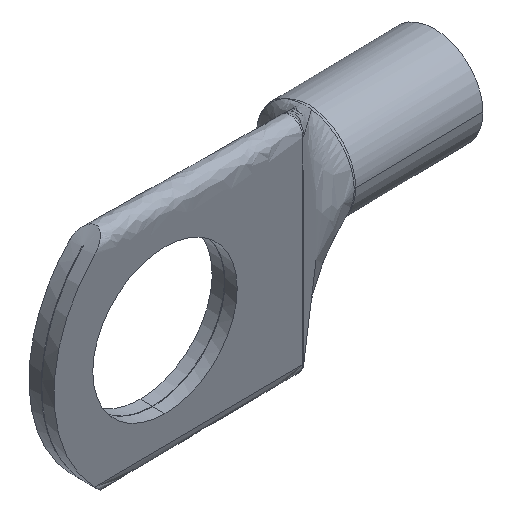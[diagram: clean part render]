
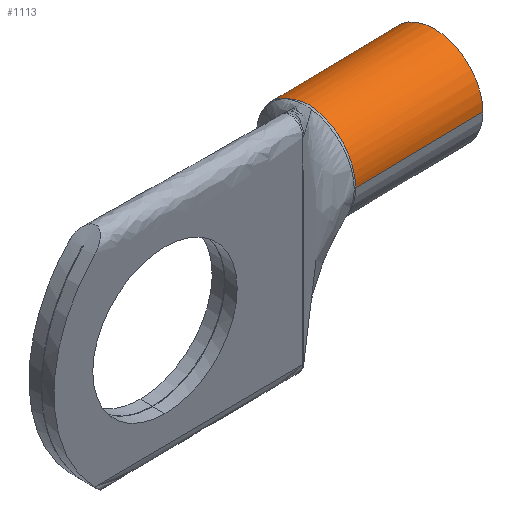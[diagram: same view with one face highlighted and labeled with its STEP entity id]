
A CAD part, isometric view. The second image highlights one B-rep face of the part: STEP entity #1113.
In plain terms, the highlighted cylindrical face has radius 1.75 mm (diameter 3.5 mm), a partial arc.
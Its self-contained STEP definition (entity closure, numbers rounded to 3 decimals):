
#49 = ORIENTED_EDGE ( 'NONE', *, *, #609, .T. ) ;
#52 = CARTESIAN_POINT ( 'NONE',  ( 0.065, 1.075, 0.581 ) ) ;
#62 = B_SPLINE_CURVE_WITH_KNOTS ( 'NONE', 3,
 ( #629, #2061, #781, #805, #1623, #1639, #1465, #2454, #575, #1412, #374, #2046, #2347, #2129 ),
 .UNSPECIFIED., .F., .F.,
 ( 4, 2, 2, 2, 2, 2, 4 ),
 ( 0.002, 0.002, 0.003, 0.003, 0.004, 0.004, 0.004 ),
 .UNSPECIFIED. ) ;
#65 = AXIS2_PLACEMENT_3D ( 'NONE', #1720, #2159, #2135 ) ;
#73 = CARTESIAN_POINT ( 'NONE',  ( -0.01, 3.464, 1.598 ) ) ;
#108 = CIRCLE ( 'NONE', #334, 1.75 ) ;
#120 = CARTESIAN_POINT ( 'NONE',  ( 0.063, 1.001, 0. ) ) ;
#130 = DIRECTION ( 'NONE',  ( -1., -0.017, 0. ) ) ;
#187 = VERTEX_POINT ( 'NONE', #120 ) ;
#247 = CARTESIAN_POINT ( 'NONE',  ( 0.022, 3.19, 1.695 ) ) ;
#264 = CARTESIAN_POINT ( 'NONE',  ( 0.071, 1.564, 1.294 ) ) ;
#281 = CARTESIAN_POINT ( 'NONE',  ( -0.012, 3.464, 1.598 ) ) ;
#334 = AXIS2_PLACEMENT_3D ( 'NONE', #1750, #492, #464 ) ;
#374 = CARTESIAN_POINT ( 'NONE',  ( 0.005, 3.641, 1.507 ) ) ;
#389 = EDGE_CURVE ( 'NONE', #2137, #2424, #62, .T. ) ;
#450 = CARTESIAN_POINT ( 'NONE',  ( 0.006, 3.329, 1.652 ) ) ;
#463 = VERTEX_POINT ( 'NONE', #1241 ) ;
#464 = DIRECTION ( 'NONE',  ( -0.017, 1., 0. ) ) ;
#467 = CARTESIAN_POINT ( 'NONE',  ( 0.068, 2.759, 1.75 ) ) ;
#492 = DIRECTION ( 'NONE',  ( 1., 0.017, 0. ) ) ;
#532 = CYLINDRICAL_SURFACE ( 'NONE', #1771, 1.75 ) ;
#575 = CARTESIAN_POINT ( 'NONE',  ( 0.019, 3.779, 1.418 ) ) ;
#609 = EDGE_CURVE ( 'NONE', #2424, #977, #108, .T. ) ;
#613 = B_SPLINE_CURVE_WITH_KNOTS ( 'NONE', 3,
 ( #281, #849, #73, #1690 ),
 .UNSPECIFIED., .F., .F.,
 ( 4, 4 ),
 ( 0., 1. ),
 .UNSPECIFIED. ) ;
#626 = CARTESIAN_POINT ( 'NONE',  ( 0.052, 2.904, 1.745 ) ) ;
#629 = CARTESIAN_POINT ( 'NONE',  ( 0.066, 4.501, 0. ) ) ;
#640 = CARTESIAN_POINT ( 'NONE',  ( 0.072, 1.676, 1.389 ) ) ;
#669 = CARTESIAN_POINT ( 'NONE',  ( -0.009, 3.431, 1.613 ) ) ;
#676 = CIRCLE ( 'NONE', #65, 1.75 ) ;
#683 = CARTESIAN_POINT ( 'NONE',  ( 0.069, 1.367, 1.081 ) ) ;
#688 = LINE ( 'NONE', #903, #1289 ) ;
#781 = CARTESIAN_POINT ( 'NONE',  ( 0.065, 4.478, 0.332 ) ) ;
#800 = ORIENTED_EDGE ( 'NONE', *, *, #1888, .T. ) ;
#805 = CARTESIAN_POINT ( 'NONE',  ( 0.061, 4.386, 0.647 ) ) ;
#828 = CARTESIAN_POINT ( 'NONE',  ( 4.73, 1.082, 0. ) ) ;
#838 = ORIENTED_EDGE ( 'NONE', *, *, #843, .F. ) ;
#842 = CARTESIAN_POINT ( 'NONE',  ( 0.03, 3.12, 1.712 ) ) ;
#843 = EDGE_CURVE ( 'NONE', #463, #2563, #676, .T. ) ;
#849 = CARTESIAN_POINT ( 'NONE',  ( -0.011, 3.464, 1.598 ) ) ;
#857 = CARTESIAN_POINT ( 'NONE',  ( 0.068, 1.283, 0.964 ) ) ;
#868 = EDGE_CURVE ( 'NONE', #2563, #187, #2625, .T. ) ;
#903 = CARTESIAN_POINT ( 'NONE',  ( 4.669, 4.582, 0. ) ) ;
#911 = ORIENTED_EDGE ( 'NONE', *, *, #389, .T. ) ;
#938 = FACE_OUTER_BOUND ( 'NONE', #966, .T. ) ;
#958 = CARTESIAN_POINT ( 'NONE',  ( 0.066, 4.501, 0. ) ) ;
#966 = EDGE_LOOP ( 'NONE', ( #838, #2106, #911, #49, #800, #1471, #2150 ) ) ;
#977 = VERTEX_POINT ( 'NONE', #1978 ) ;
#990 = DIRECTION ( 'NONE',  ( -1., -0.017, 0. ) ) ;
#1073 = CARTESIAN_POINT ( 'NONE',  ( 0.045, 2.977, 1.737 ) ) ;
#1113 = ADVANCED_FACE ( 'NONE', ( #938 ), #532, .T. ) ;
#1241 = CARTESIAN_POINT ( 'NONE',  ( 4.669, 4.582, 0. ) ) ;
#1275 = DIRECTION ( 'NONE',  ( -1., -0.017, 0. ) ) ;
#1289 = VECTOR ( 'NONE', #1275, 1000. ) ;
#1298 = CARTESIAN_POINT ( 'NONE',  ( 0.073, 2.686, 1.749 ) ) ;
#1412 = CARTESIAN_POINT ( 'NONE',  ( 0.008, 3.676, 1.486 ) ) ;
#1465 = CARTESIAN_POINT ( 'NONE',  ( 0.04, 4.03, 1.206 ) ) ;
#1471 = ORIENTED_EDGE ( 'NONE', *, *, #2508, .T. ) ;
#1475 = CARTESIAN_POINT ( 'NONE',  ( -0.009, 3.464, 1.598 ) ) ;
#1506 = CARTESIAN_POINT ( 'NONE',  ( -0.003, 3.397, 1.626 ) ) ;
#1508 = VECTOR ( 'NONE', #130, 1000. ) ;
#1572 = CARTESIAN_POINT ( 'NONE',  ( 4.73, 1.082, 0. ) ) ;
#1621 = CARTESIAN_POINT ( 'NONE',  ( -0.009, 3.464, 1.598 ) ) ;
#1623 = CARTESIAN_POINT ( 'NONE',  ( 0.058, 4.316, 0.801 ) ) ;
#1639 = CARTESIAN_POINT ( 'NONE',  ( 0.047, 4.139, 1.078 ) ) ;
#1672 = CARTESIAN_POINT ( 'NONE',  ( 0.063, 1.001, 0. ) ) ;
#1690 = CARTESIAN_POINT ( 'NONE',  ( -0.009, 3.464, 1.598 ) ) ;
#1712 = CARTESIAN_POINT ( 'NONE',  ( 0.064, 2.795, 1.75 ) ) ;
#1720 = CARTESIAN_POINT ( 'NONE',  ( 4.699, 2.832, 0. ) ) ;
#1750 = CARTESIAN_POINT ( 'NONE',  ( 0., 2.75, 0. ) ) ;
#1756 = B_SPLINE_CURVE_WITH_KNOTS ( 'NONE', 3,
 ( #1475, #669, #1506, #450, #1934, #247, #842, #1073, #626, #1712, #467, #1298, #1891, #2316, #2345, #2562, #2141, #640, #264, #683, #857, #52, #1905, #1672 ),
 .UNSPECIFIED., .F., .F.,
 ( 4, 2, 2, 2, 2, 2, 2, 2, 2, 2, 2, 4 ),
 ( 0., 0., 0., 0., 0.001, 0.001, 0.001, 0.001, 0.002, 0.002, 0.003, 0.004 ),
 .UNSPECIFIED. ) ;
#1771 = AXIS2_PLACEMENT_3D ( 'NONE', #2244, #990, #2014 ) ;
#1888 = EDGE_CURVE ( 'NONE', #977, #2193, #613, .T. ) ;
#1891 = CARTESIAN_POINT ( 'NONE',  ( 0.072, 2.649, 1.747 ) ) ;
#1905 = CARTESIAN_POINT ( 'NONE',  ( 0.063, 1.001, 0.293 ) ) ;
#1915 = EDGE_CURVE ( 'NONE', #463, #2137, #688, .T. ) ;
#1934 = CARTESIAN_POINT ( 'NONE',  ( 0.01, 3.294, 1.664 ) ) ;
#1978 = CARTESIAN_POINT ( 'NONE',  ( -0.012, 3.464, 1.598 ) ) ;
#2014 = DIRECTION ( 'NONE',  ( 0.017, -1., 0. ) ) ;
#2046 = CARTESIAN_POINT ( 'NONE',  ( -0.003, 3.568, 1.548 ) ) ;
#2061 = CARTESIAN_POINT ( 'NONE',  ( 0.066, 4.501, 0.167 ) ) ;
#2106 = ORIENTED_EDGE ( 'NONE', *, *, #1915, .T. ) ;
#2129 = CARTESIAN_POINT ( 'NONE',  ( -0.013, 3.494, 1.584 ) ) ;
#2135 = DIRECTION ( 'NONE',  ( -0.017, 1., 0. ) ) ;
#2137 = VERTEX_POINT ( 'NONE', #958 ) ;
#2141 = CARTESIAN_POINT ( 'NONE',  ( 0.073, 1.918, 1.546 ) ) ;
#2150 = ORIENTED_EDGE ( 'NONE', *, *, #868, .F. ) ;
#2159 = DIRECTION ( 'NONE',  ( 1., 0.017, 0. ) ) ;
#2193 = VERTEX_POINT ( 'NONE', #1621 ) ;
#2244 = CARTESIAN_POINT ( 'NONE',  ( 4.699, 2.832, 0. ) ) ;
#2316 = CARTESIAN_POINT ( 'NONE',  ( 0.07, 2.467, 1.733 ) ) ;
#2345 = CARTESIAN_POINT ( 'NONE',  ( 0.073, 2.325, 1.703 ) ) ;
#2347 = CARTESIAN_POINT ( 'NONE',  ( -0.006, 3.531, 1.567 ) ) ;
#2424 = VERTEX_POINT ( 'NONE', #2493 ) ;
#2454 = CARTESIAN_POINT ( 'NONE',  ( 0.025, 3.845, 1.368 ) ) ;
#2493 = CARTESIAN_POINT ( 'NONE',  ( -0.013, 3.494, 1.584 ) ) ;
#2508 = EDGE_CURVE ( 'NONE', #2193, #187, #1756, .T. ) ;
#2562 = CARTESIAN_POINT ( 'NONE',  ( 0.073, 2.051, 1.61 ) ) ;
#2563 = VERTEX_POINT ( 'NONE', #828 ) ;
#2625 = LINE ( 'NONE', #1572, #1508 ) ;
